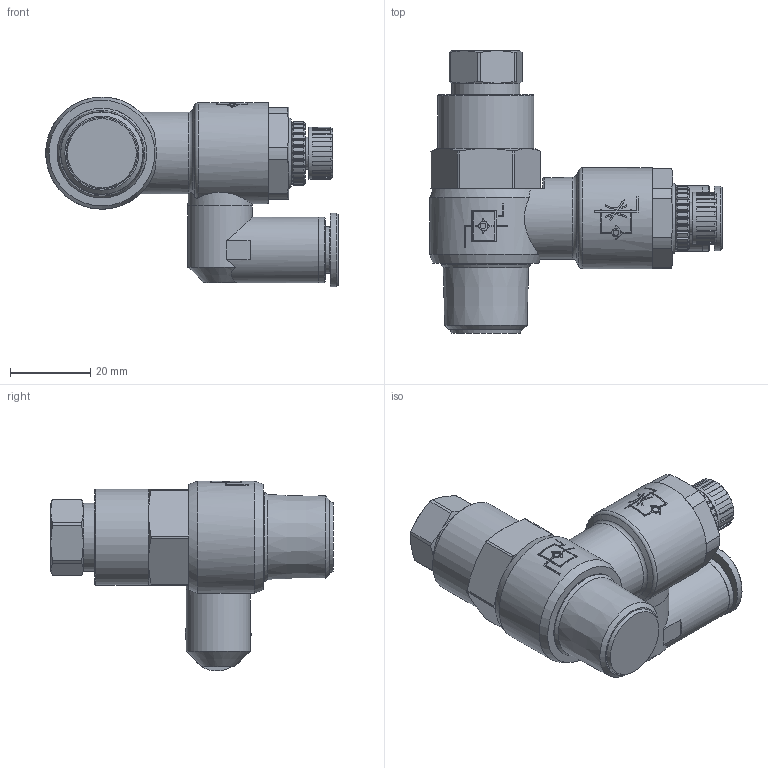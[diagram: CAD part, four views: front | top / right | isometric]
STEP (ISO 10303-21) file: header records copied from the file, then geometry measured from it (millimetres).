
FILE_DESCRIPTION((''),'2;1');
FILE_NAME('GNSP 1004.stp','2019-05-21T10:35:43',('user'),(''),'Autodesk Inventor 2013','Autodesk Inventor 2013','');
FILE_SCHEMA(('AUTOMOTIVE_DESIGN { 1 0 10303 214 1 1 1 1 }'));
Length unit declared in the file: millimetre
Products named in the file (15): GNSP 1004 조립품; GNSP BODY 1004(PLASTIC); GNSP BRASS ASSY 04(EPNI); GNSP BODY 04(BRASS); P-CHECK BODY 04(BRASS); P-NSE BRASS ASSY 04(EPNI); P-NSE BODY 04(BRASS); P-NEEDLE 04(BRASS); LOCK NUT 03; HANDLE 04(PLASTIC); GNPL PLASTIC ASSY 10; GNPL BODY 10(PLASTIC); G-COLLAR 10L; COLLAR G10L; SLEEVE G10
Assembly tree (14 placements, depth 4):
  GNSP 1004 조립품
    GNSP BODY 1004(PLASTIC)
    GNSP BRASS ASSY 04(EPNI)
      GNSP BODY 04(BRASS)
      P-CHECK BODY 04(BRASS)
    P-NSE BRASS ASSY 04(EPNI)
      P-NSE BODY 04(BRASS)
      P-NEEDLE 04(BRASS)
      LOCK NUT 03
      HANDLE 04(PLASTIC)
    GNPL PLASTIC ASSY 10
      GNPL BODY 10(PLASTIC)
      G-COLLAR 10L
        COLLAR G10L
        SLEEVE G10
Bounding box: 73 x 70.5 x 47.42 mm (x, y, z)
Volume: 53286.2 mm3; surface area: 17453.7 mm2
Topology: 11 solids, 11 shells, 898 faces, 2449 edges, 1603 vertices
Faces by surface type: plane 641, cone 99, cylinder 98, bspline 56, torus 4
Full cylindrical faces by diameter (mm): 0.8 x1, 8 x1, 10.2 x2, 11.7 x1, 13 x1, 16 x2, 16.3 x1, 16.4 x1, 17 x1, 20.4 x1, 22 x1, 22.4 x1, 24 x1, 25.2 x1
Entity records: 36407 total; most frequent: CARTESIAN_POINT 14562, ORIENTED_EDGE 4794, DIRECTION 4030, EDGE_CURVE 2397, VERTEX_POINT 1586, VECTOR 1582, LINE 1582, AXIS2_PLACEMENT_3D 1224
